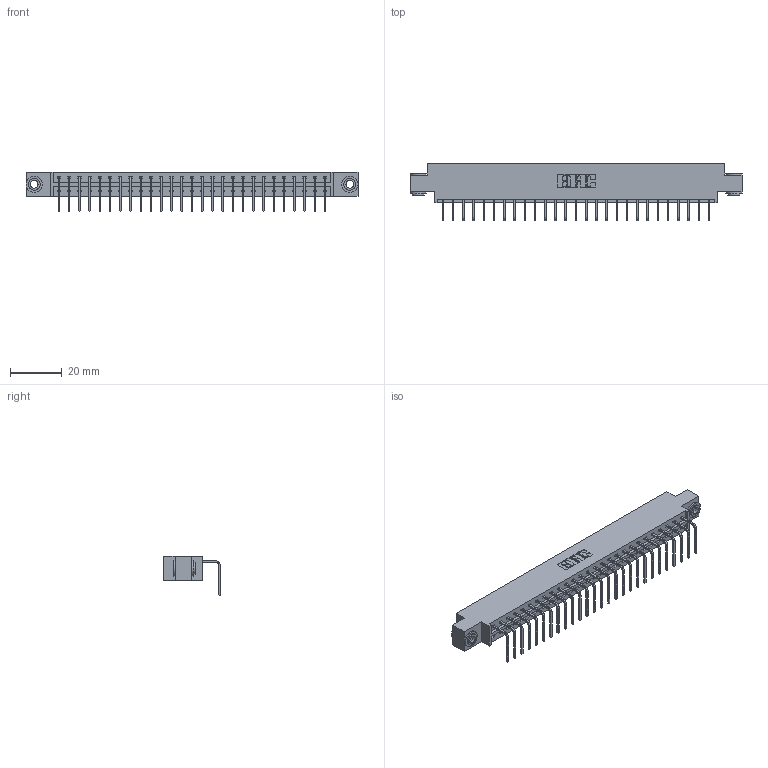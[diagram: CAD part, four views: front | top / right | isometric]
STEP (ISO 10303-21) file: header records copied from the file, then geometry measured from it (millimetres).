
FILE_DESCRIPTION (( 'STEP AP203' ), '1' );
FILE_NAME ('833-027-558-603.STEP', '2020-06-02T07:11:29', ( '' ), ( '' ), 'SwSTEP 2.0', 'SolidWorks 2020', '' );
FILE_SCHEMA (( 'CONFIG_CONTROL_DESIGN' ));
Length unit declared in the file: inch
Products named in the file (4): 833-027-558-603; 345-292-001_558 Tail - 2; 345-250-002_345-250-002-102; 833 Part_Offset - .156 Dia - TH
Assembly tree (30 placements, depth 2):
  833-027-558-603
    833 Part_Offset - .156 Dia - TH
    345-292-001_558 Tail - 2  x27
    345-250-002_345-250-002-102  x2
Bounding box: 128.52 x 22.17 x 15.37 mm (x, y, z)
Volume: 12685.7 mm3; surface area: 14604.7 mm2
Topology: 30 solids, 30 shells, 1776 faces, 5313 edges, 3502 vertices
Faces by surface type: plane 1272, cylinder 496, cone 8
Entity records: 19312 total; most frequent: CARTESIAN_POINT 3314, ORIENTED_EDGE 3270, DIRECTION 2859, EDGE_CURVE 1635, LINE 1483, VECTOR 1483, VERTEX_POINT 1086, AXIS2_PLACEMENT_3D 688
